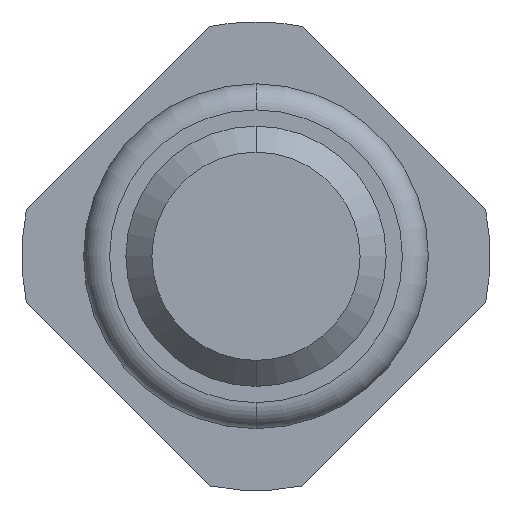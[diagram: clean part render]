
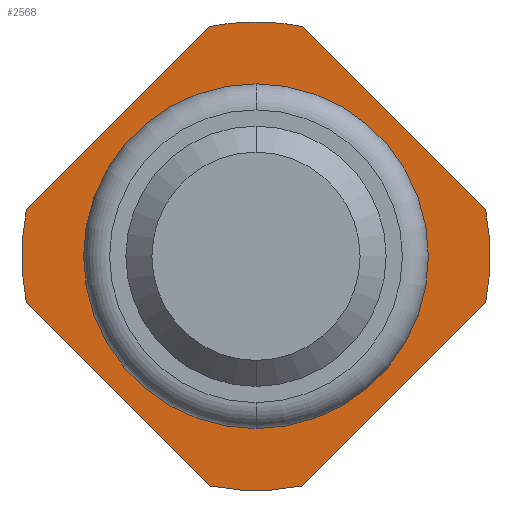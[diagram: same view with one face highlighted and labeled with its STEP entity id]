
A CAD part, front view. The second image highlights one B-rep face of the part: STEP entity #2568.
In plain terms, the highlighted planar face has unit normal (0, -1, 0).
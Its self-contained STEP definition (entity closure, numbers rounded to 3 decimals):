
#5 = AXIS2_PLACEMENT_3D ( 'NONE', #592, #2362, #602 ) ;
#36 = ORIENTED_EDGE ( 'NONE', *, *, #3255, .F. ) ;
#131 = ORIENTED_EDGE ( 'NONE', *, *, #3063, .F. ) ;
#186 = CIRCLE ( 'NONE', #5, 1.8 ) ;
#199 = CARTESIAN_POINT ( 'NONE',  ( 0., -2., 0. ) ) ;
#341 = CARTESIAN_POINT ( 'NONE',  ( 0., -2., 0. ) ) ;
#366 = LINE ( 'NONE', #2001, #590 ) ;
#374 = ORIENTED_EDGE ( 'NONE', *, *, #1972, .T. ) ;
#405 = ORIENTED_EDGE ( 'NONE', *, *, #3085, .F. ) ;
#419 = CARTESIAN_POINT ( 'NONE',  ( 0., -2., 0. ) ) ;
#428 = ORIENTED_EDGE ( 'NONE', *, *, #2480, .F. ) ;
#503 = DIRECTION ( 'NONE',  ( 0.707, 0., -0.707 ) ) ;
#579 = ORIENTED_EDGE ( 'NONE', *, *, #3223, .F. ) ;
#590 = VECTOR ( 'NONE', #3183, 1000. ) ;
#592 = CARTESIAN_POINT ( 'NONE',  ( 0., -2., 0. ) ) ;
#601 = ORIENTED_EDGE ( 'NONE', *, *, #1509, .F. ) ;
#602 = DIRECTION ( 'NONE',  ( 0., 0., 1. ) ) ;
#632 = VECTOR ( 'NONE', #2269, 1000. ) ;
#698 = DIRECTION ( 'NONE',  ( 0., 0., 1. ) ) ;
#700 = AXIS2_PLACEMENT_3D ( 'NONE', #199, #797, #2240 ) ;
#735 = DIRECTION ( 'NONE',  ( 0., 0., 1. ) ) ;
#752 = LINE ( 'NONE', #2949, #1449 ) ;
#762 = CARTESIAN_POINT ( 'NONE',  ( 0., -2., 1.325 ) ) ;
#797 = DIRECTION ( 'NONE',  ( 0., 1., 0. ) ) ;
#809 = ORIENTED_EDGE ( 'NONE', *, *, #3505, .F. ) ;
#833 = VECTOR ( 'NONE', #503, 1000. ) ;
#962 = LINE ( 'NONE', #1997, #833 ) ;
#996 = DIRECTION ( 'NONE',  ( 0., 1., 0. ) ) ;
#1040 = CARTESIAN_POINT ( 'NONE',  ( -0.357, -2., -1.764 ) ) ;
#1052 = CARTESIAN_POINT ( 'NONE',  ( 1.764, -2., -0.357 ) ) ;
#1057 = EDGE_CURVE ( 'Defeature ausgef�hrt3_0+Defeature ausgef�hrt3_12+Defeature ausgef�hrt3_12+Defeature ausgef�hrt3_12', #3678, #3763, #2086, .T. ) ;
#1094 = PLANE ( 'NONE',  #3565 ) ;
#1133 = CARTESIAN_POINT ( 'NONE',  ( -1.764, -2., -0.357 ) ) ;
#1185 = AXIS2_PLACEMENT_3D ( 'NONE', #1311, #996, #3647 ) ;
#1311 = CARTESIAN_POINT ( 'NONE',  ( 0., -2., 0. ) ) ;
#1312 = VERTEX_POINT ( 'NONE', #1133 ) ;
#1371 = ORIENTED_EDGE ( 'NONE', *, *, #1057, .T. ) ;
#1383 = LINE ( 'NONE', #3742, #632 ) ;
#1444 = DIRECTION ( 'NONE',  ( -0.707, 0., -0.707 ) ) ;
#1449 = VECTOR ( 'NONE', #1444, 1000. ) ;
#1453 = ORIENTED_EDGE ( 'NONE', *, *, #2724, .F. ) ;
#1509 = EDGE_CURVE ( 'Defeature ausgef�hrt3_3+Defeature ausgef�hrt3_0+Defeature ausgef�hrt3_16+Defeature ausgef�hrt3_17', #1312, #2000, #1945, .T. ) ;
#1535 = CARTESIAN_POINT ( 'NONE',  ( 0., -2., -1.325 ) ) ;
#1803 = DIRECTION ( 'NONE',  ( 0., 0., 1. ) ) ;
#1882 = EDGE_CURVE ( 'Defeature ausgef�hrt3_15+Defeature ausgef�hrt3_0+Defeature ausgef�hrt3_1+Defeature ausgef�hrt3_4', #3437, #2881, #752, .T. ) ;
#1892 = ORIENTED_EDGE ( 'NONE', *, *, #1882, .F. ) ;
#1912 = CARTESIAN_POINT ( 'NONE',  ( 0.357, -2., -1.764 ) ) ;
#1945 = CIRCLE ( 'NONE', #3205, 1.8 ) ;
#1951 = AXIS2_PLACEMENT_3D ( 'NONE', #341, #3573, #1803 ) ;
#1972 = EDGE_CURVE ( 'Defeature ausgef�hrt3_0+Defeature ausgef�hrt3_12+Defeature ausgef�hrt3_12+Defeature ausgef�hrt3_12', #3763, #3678, #2757, .T. ) ;
#1979 = VERTEX_POINT ( 'NONE', #2760 ) ;
#1997 = CARTESIAN_POINT ( 'NONE',  ( 1.961, -2., 0.161 ) ) ;
#2000 = VERTEX_POINT ( 'NONE', #2473 ) ;
#2001 = CARTESIAN_POINT ( 'NONE',  ( -0.161, -2., -1.961 ) ) ;
#2031 = CARTESIAN_POINT ( 'NONE',  ( 0.357, -2., 1.764 ) ) ;
#2086 = CIRCLE ( 'NONE', #1951, 1.325 ) ;
#2106 = EDGE_LOOP ( 'NONE', ( #374, #1371 ) ) ;
#2163 = DIRECTION ( 'NONE',  ( 0., 1., 0. ) ) ;
#2240 = DIRECTION ( 'NONE',  ( 0., 0., 1. ) ) ;
#2254 = DIRECTION ( 'NONE',  ( 0., 0., 1. ) ) ;
#2269 = DIRECTION ( 'NONE',  ( 0.707, 0., 0.707 ) ) ;
#2343 = AXIS2_PLACEMENT_3D ( 'NONE', #419, #2774, #735 ) ;
#2362 = DIRECTION ( 'NONE',  ( 0., 1., 0. ) ) ;
#2456 = DIRECTION ( 'NONE',  ( 0., 0., 1. ) ) ;
#2473 = CARTESIAN_POINT ( 'NONE',  ( -1.764, -2., 0.357 ) ) ;
#2476 = CIRCLE ( 'NONE', #700, 1.8 ) ;
#2480 = EDGE_CURVE ( 'Defeature ausgef�hrt3_1+Defeature ausgef�hrt3_0+Defeature ausgef�hrt3_18+Defeature ausgef�hrt3_15', #3189, #3437, #2809, .T. ) ;
#2535 = DIRECTION ( 'NONE',  ( 0., 1., 0. ) ) ;
#2568 = ADVANCED_FACE ( 'Defeature ausgef�hrt3_0', ( #3234, #3731 ), #1094, .F. ) ;
#2724 = EDGE_CURVE ( 'Defeature ausgef�hrt3_16+Defeature ausgef�hrt3_0+Defeature ausgef�hrt3_4+Defeature ausgef�hrt3_3', #3356, #1312, #366, .T. ) ;
#2757 = CIRCLE ( 'NONE', #2343, 1.325 ) ;
#2760 = CARTESIAN_POINT ( 'NONE',  ( -0.357, -2., 1.764 ) ) ;
#2774 = DIRECTION ( 'NONE',  ( 0., 1., 0. ) ) ;
#2809 = CIRCLE ( 'NONE', #3369, 1.8 ) ;
#2881 = VERTEX_POINT ( 'NONE', #1912 ) ;
#2949 = CARTESIAN_POINT ( 'NONE',  ( 1.961, -2., -0.161 ) ) ;
#2965 = CARTESIAN_POINT ( 'NONE',  ( 1.764, -2., 0.357 ) ) ;
#3063 = EDGE_CURVE ( 'Defeature ausgef�hrt3_18+Defeature ausgef�hrt3_0+Defeature ausgef�hrt3_2+Defeature ausgef�hrt3_1', #3531, #3189, #962, .T. ) ;
#3085 = EDGE_CURVE ( 'Defeature ausgef�hrt3_4+Defeature ausgef�hrt3_0+Defeature ausgef�hrt3_15+Defeature ausgef�hrt3_16', #2881, #3356, #2476, .T. ) ;
#3183 = DIRECTION ( 'NONE',  ( -0.707, 0., 0.707 ) ) ;
#3189 = VERTEX_POINT ( 'NONE', #2965 ) ;
#3205 = AXIS2_PLACEMENT_3D ( 'NONE', #3360, #2163, #2456 ) ;
#3223 = EDGE_CURVE ( 'Defeature ausgef�hrt3_2+Defeature ausgef�hrt3_0+Defeature ausgef�hrt3_17+Defeature ausgef�hrt3_18', #3744, #3531, #186, .T. ) ;
#3234 = FACE_BOUND ( 'NONE', #2106, .T. ) ;
#3255 = EDGE_CURVE ( 'Defeature ausgef�hrt3_2+Defeature ausgef�hrt3_0+Defeature ausgef�hrt3_17+Defeature ausgef�hrt3_18', #1979, #3744, #3463, .T. ) ;
#3305 = CARTESIAN_POINT ( 'NONE',  ( 0., -2., 0. ) ) ;
#3356 = VERTEX_POINT ( 'NONE', #1040 ) ;
#3360 = CARTESIAN_POINT ( 'NONE',  ( 0., -2., 0. ) ) ;
#3369 = AXIS2_PLACEMENT_3D ( 'NONE', #3305, #3650, #698 ) ;
#3399 = EDGE_LOOP ( 'NONE', ( #131, #579, #36, #809, #601, #1453, #405, #1892, #428 ) ) ;
#3437 = VERTEX_POINT ( 'NONE', #1052 ) ;
#3463 = CIRCLE ( 'NONE', #1185, 1.8 ) ;
#3505 = EDGE_CURVE ( 'Defeature ausgef�hrt3_17+Defeature ausgef�hrt3_0+Defeature ausgef�hrt3_3+Defeature ausgef�hrt3_2', #2000, #1979, #1383, .T. ) ;
#3531 = VERTEX_POINT ( 'NONE', #2031 ) ;
#3565 = AXIS2_PLACEMENT_3D ( 'NONE', #3713, #2535, #2254 ) ;
#3573 = DIRECTION ( 'NONE',  ( 0., 1., 0. ) ) ;
#3606 = CARTESIAN_POINT ( 'NONE',  ( 0., -2., 1.8 ) ) ;
#3647 = DIRECTION ( 'NONE',  ( 0., 0., 1. ) ) ;
#3650 = DIRECTION ( 'NONE',  ( 0., 1., 0. ) ) ;
#3678 = VERTEX_POINT ( 'NONE', #1535 ) ;
#3713 = CARTESIAN_POINT ( 'NONE',  ( 1.8, -2., 0. ) ) ;
#3731 = FACE_OUTER_BOUND ( 'NONE', #3399, .T. ) ;
#3742 = CARTESIAN_POINT ( 'NONE',  ( -0.161, -2., 1.961 ) ) ;
#3744 = VERTEX_POINT ( 'NONE', #3606 ) ;
#3763 = VERTEX_POINT ( 'NONE', #762 ) ;
